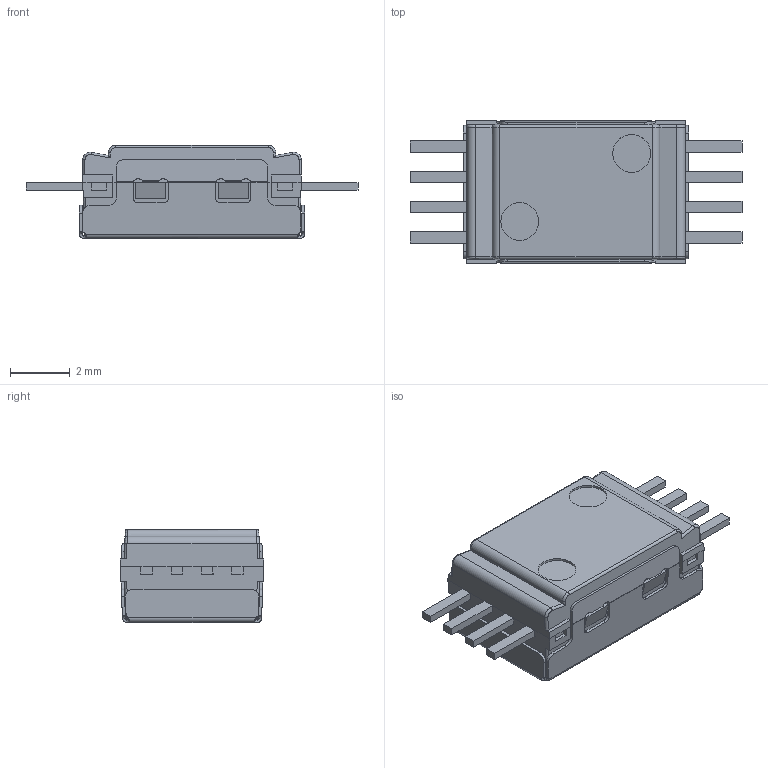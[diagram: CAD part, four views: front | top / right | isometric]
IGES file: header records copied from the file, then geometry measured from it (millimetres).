
Global section: file name: No Iges File Name specified; native system: Autodesk Inventor 2011; preprocessor: AutoDesk Inventor Iges Exporter R2011; author: odafonseca; date: 20120918.085410; units: inch
Bounding box: 11.15 x 4.83 x 3.12 mm (x, y, z)
Volume: 105.7 mm3; surface area: 249.1 mm2
Topology: 1 solids, 3 shells, 547 faces, 1472 edges, 948 vertices
Faces by surface type: plane 261, bspline 182, revolution 53, cylinder 47, sphere 4
